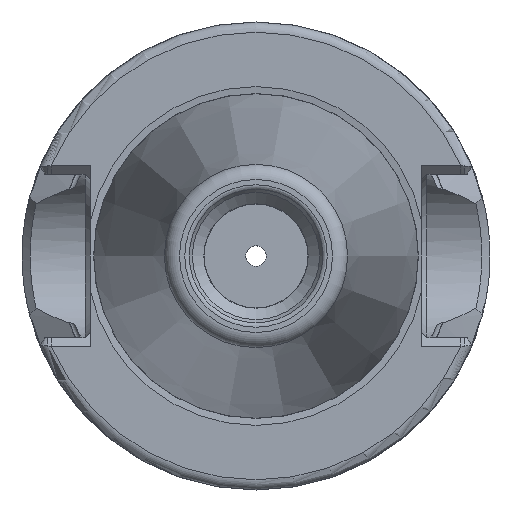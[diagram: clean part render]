
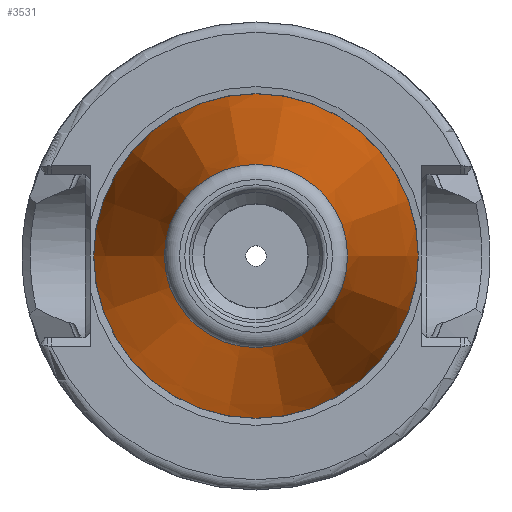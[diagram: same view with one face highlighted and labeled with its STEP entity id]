
A CAD part, left-side view. The second image highlights one B-rep face of the part: STEP entity #3531.
In plain terms, the highlighted conical face has half-angle 8.297 degrees and reference radius 12.476 mm.
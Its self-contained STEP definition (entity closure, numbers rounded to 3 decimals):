
#161=CONICAL_SURFACE('',#3846,12.476,0.145);
#287=CIRCLE('',#3842,9.004);
#288=CIRCLE('',#3843,9.004);
#289=CIRCLE('',#3844,9.004);
#291=CIRCLE('',#3847,15.948);
#292=CIRCLE('',#3848,15.948);
#679=FACE_OUTER_BOUND('',#875,.T.);
#875=EDGE_LOOP('',(#2868,#2869,#2870,#2871,#2872,#2873,#2874));
#1094=LINE('',#6525,#1278);
#1278=VECTOR('',#4589,12.476);
#1556=VERTEX_POINT('',#6513);
#1557=VERTEX_POINT('',#6514);
#1558=VERTEX_POINT('',#6516);
#1559=VERTEX_POINT('',#6521);
#1560=VERTEX_POINT('',#6522);
#2028=EDGE_CURVE('',#1556,#1557,#287,.T.);
#2029=EDGE_CURVE('',#1558,#1556,#288,.T.);
#2030=EDGE_CURVE('',#1557,#1558,#289,.T.);
#2032=EDGE_CURVE('',#1559,#1560,#291,.T.);
#2033=EDGE_CURVE('',#1560,#1559,#292,.T.);
#2034=EDGE_CURVE('',#1560,#1558,#1094,.T.);
#2868=ORIENTED_EDGE('',*,*,#2032,.F.);
#2869=ORIENTED_EDGE('',*,*,#2033,.F.);
#2870=ORIENTED_EDGE('',*,*,#2034,.T.);
#2871=ORIENTED_EDGE('',*,*,#2029,.T.);
#2872=ORIENTED_EDGE('',*,*,#2028,.T.);
#2873=ORIENTED_EDGE('',*,*,#2030,.T.);
#2874=ORIENTED_EDGE('',*,*,#2034,.F.);
#3531=ADVANCED_FACE('',(#679),#161,.T.);
#3842=AXIS2_PLACEMENT_3D('',#6515,#4575,#4576);
#3843=AXIS2_PLACEMENT_3D('',#6517,#4577,#4578);
#3844=AXIS2_PLACEMENT_3D('',#6518,#4579,#4580);
#3846=AXIS2_PLACEMENT_3D('',#6520,#4583,#4584);
#3847=AXIS2_PLACEMENT_3D('',#6523,#4585,#4586);
#3848=AXIS2_PLACEMENT_3D('',#6524,#4587,#4588);
#4575=DIRECTION('center_axis',(1.,0.,0.));
#4576=DIRECTION('ref_axis',(0.,0.,-1.));
#4577=DIRECTION('center_axis',(1.,0.,0.));
#4578=DIRECTION('ref_axis',(0.,0.,-1.));
#4579=DIRECTION('center_axis',(1.,0.,0.));
#4580=DIRECTION('ref_axis',(0.,0.,-1.));
#4583=DIRECTION('center_axis',(1.,0.,0.));
#4584=DIRECTION('ref_axis',(0.,1.,0.));
#4585=DIRECTION('center_axis',(1.,0.,0.));
#4586=DIRECTION('ref_axis',(0.,0.,-1.));
#4587=DIRECTION('center_axis',(1.,0.,0.));
#4588=DIRECTION('ref_axis',(0.,0.,-1.));
#4589=DIRECTION('',(-0.99,0.144,0.));
#6513=CARTESIAN_POINT('',(-47.616,9.004,0.));
#6514=CARTESIAN_POINT('',(-47.616,0.,9.004));
#6515=CARTESIAN_POINT('Origin',(-47.616,0.,
0.));
#6516=CARTESIAN_POINT('',(-47.616,-9.004,0.));
#6517=CARTESIAN_POINT('Origin',(-47.616,0.,
0.));
#6518=CARTESIAN_POINT('Origin',(-47.616,0.,
0.));
#6520=CARTESIAN_POINT('Origin',(-23.808,0.,
0.));
#6521=CARTESIAN_POINT('',(0.,15.948,0.));
#6522=CARTESIAN_POINT('',(0.,-15.948,0.));
#6523=CARTESIAN_POINT('Origin',(0.,0.,
0.));
#6524=CARTESIAN_POINT('Origin',(0.,0.,
0.));
#6525=CARTESIAN_POINT('',(-23.808,-12.476,0.));
